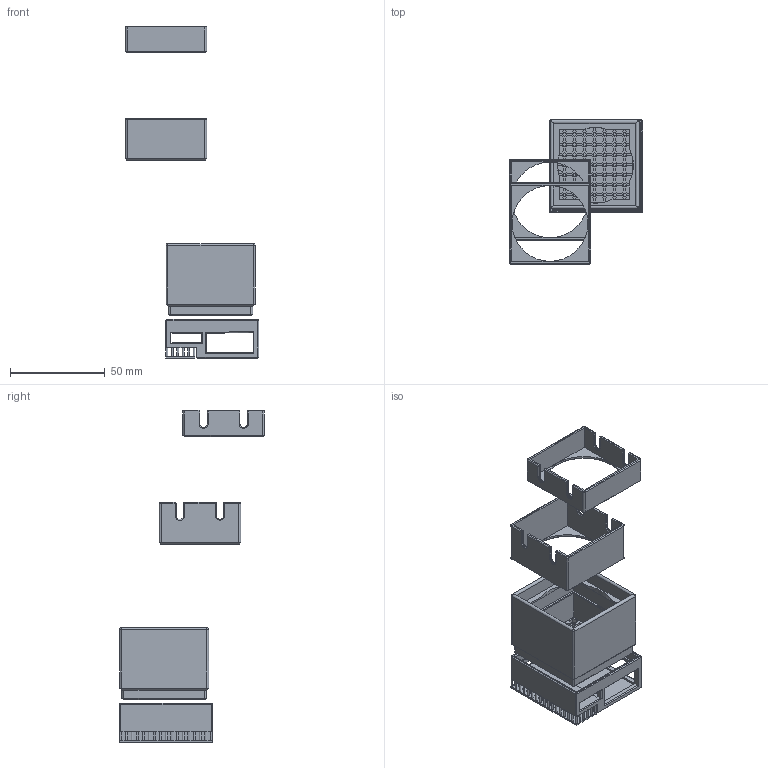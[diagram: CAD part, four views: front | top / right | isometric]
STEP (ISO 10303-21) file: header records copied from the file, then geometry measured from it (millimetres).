
FILE_DESCRIPTION(/* description */ (''),/* implementation_level */ '2;1');
FILE_NAME(/* name */ 'Ehecatl filter v22.step',/* time_stamp */ '2021-09-30T12:47:16-05:00',/* author */ (''),/* organization */ (''),/* preprocessor_version */ 'ST-DEVELOPER v18.1',/* originating_system */ 'Autodesk Translation Framework v10.10.0.1391',/* authorisation */ '');
FILE_SCHEMA (('AUTOMOTIVE_DESIGN { 1 0 10303 214 3 1 1 }'));
Length unit declared in the file: millimetre
Products named in the file (5): Ehecatl filter; Base; container; 20mm fan holder; slim fan holder
Assembly tree (4 placements, depth 2):
  Ehecatl filter
    Base
    container
    20mm fan holder
    slim fan holder
Bounding box: 70.44 x 76.38 x 175.27 mm (x, y, z)
Volume: 35842.9 mm3; surface area: 43736.9 mm2
Topology: 4 solids, 4 shells, 1011 faces, 2716 edges, 1683 vertices
Faces by surface type: plane 641, cylinder 290, sphere 30, bspline 18, cone 16, torus 16
Full cylindrical faces by diameter (mm): 1.02 x97, 1.748 x49, 5.018 x1, 40 x2
Entity records: 30638 total; most frequent: CARTESIAN_POINT 5328, ORIENTED_EDGE 5240, DIRECTION 5123, EDGE_CURVE 2620, LINE 1939, VECTOR 1939, VERTEX_POINT 1635, AXIS2_PLACEMENT_3D 1592
